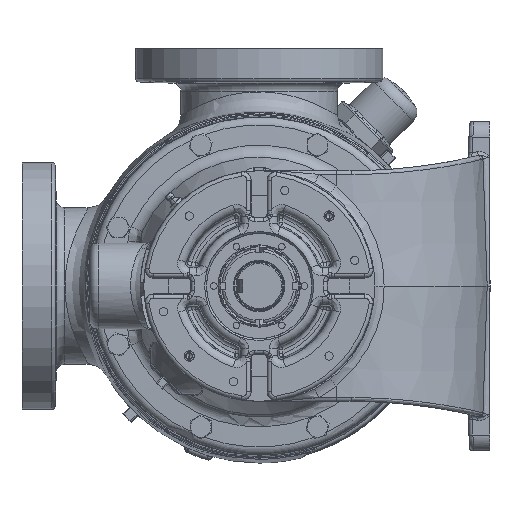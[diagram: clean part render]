
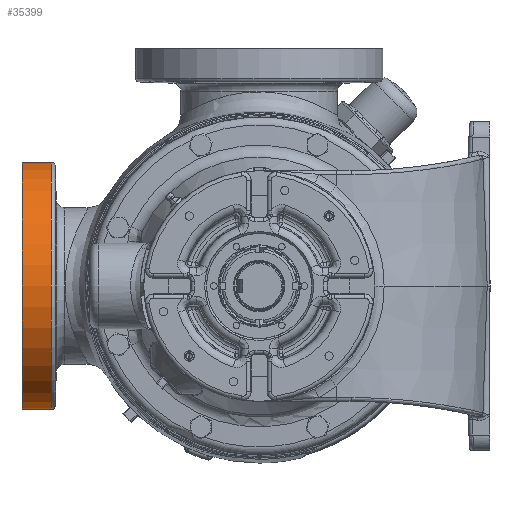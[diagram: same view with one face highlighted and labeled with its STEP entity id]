
A CAD part, left-side view. The second image highlights one B-rep face of the part: STEP entity #35399.
In plain terms, the highlighted cylindrical face has radius 95.25 mm (diameter 190.5 mm), a partial arc.
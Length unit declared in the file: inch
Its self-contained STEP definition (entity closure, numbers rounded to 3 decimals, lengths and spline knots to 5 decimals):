
#7389 = VERTEX_POINT ( 'NONE', #53126 ) ;
#11935 = VERTEX_POINT ( 'NONE', #150856 ) ;
#12386 = VERTEX_POINT ( 'NONE', #36288 ) ;
#12794 = CIRCLE ( 'NONE', #164746, 3.75 ) ;
#17286 = VECTOR ( 'NONE', #101500, 39.37008 ) ;
#26371 = EDGE_CURVE ( 'NONE', #11935, #144591, #188323, .T. ) ;
#28852 = ORIENTED_EDGE ( 'NONE', *, *, #61423, .F. ) ;
#35399 = ADVANCED_FACE ( 'Defeatured_0_1947', ( #84382 ), #124240, .T. ) ;
#36288 = CARTESIAN_POINT ( 'NONE',  ( 4.515, 7.19, 3.75 ) ) ;
#38418 = DIRECTION ( 'NONE',  ( 0., 1., 0. ) ) ;
#42220 = EDGE_CURVE ( 'NONE', #7389, #12386, #177997, .T. ) ;
#53126 = CARTESIAN_POINT ( 'NONE',  ( 4.515, 6.30588, 3.75 ) ) ;
#55911 = DIRECTION ( 'NONE',  ( 0., 0., -1. ) ) ;
#60314 = DIRECTION ( 'NONE',  ( 0., 1., 0. ) ) ;
#61423 = EDGE_CURVE ( 'Defeatured_0_1948+Defeatured_0_1947+Defeatured_0_1947+Defeatured_0_1947', #144591, #12386, #88068, .T. ) ;
#65902 = EDGE_CURVE ( 'Defeatured_0_1947+Defeatured_0_1952+Defeatured_0_1952+Defeatured_0_1952', #11935, #7389, #12794, .T. ) ;
#75709 = ORIENTED_EDGE ( 'NONE', *, *, #42220, .T. ) ;
#84382 = FACE_OUTER_BOUND ( 'NONE', #175343, .T. ) ;
#88068 = CIRCLE ( 'NONE', #178008, 3.75 ) ;
#89788 = DIRECTION ( 'NONE',  ( 0., 0., -1. ) ) ;
#100251 = DIRECTION ( 'NONE',  ( 0., 1., 0. ) ) ;
#101500 = DIRECTION ( 'NONE',  ( 0., 1., 0. ) ) ;
#102078 = CARTESIAN_POINT ( 'NONE',  ( 4.515, 6.30588, 0. ) ) ;
#114008 = DIRECTION ( 'NONE',  ( 0., 0., 1. ) ) ;
#121688 = VECTOR ( 'NONE', #100251, 39.37008 ) ;
#124240 = CYLINDRICAL_SURFACE ( 'NONE', #155727, 3.75 ) ;
#128872 = DIRECTION ( 'NONE',  ( 0., 1., 0. ) ) ;
#142317 = CARTESIAN_POINT ( 'NONE',  ( 4.515, 7.19, 0. ) ) ;
#143071 = CARTESIAN_POINT ( 'NONE',  ( 4.515, 7.44095, 3.75 ) ) ;
#144591 = VERTEX_POINT ( 'NONE', #162223 ) ;
#146241 = CARTESIAN_POINT ( 'NONE',  ( 4.515, 7.44095, -3.75 ) ) ;
#150856 = CARTESIAN_POINT ( 'NONE',  ( 4.515, 6.30588, -3.75 ) ) ;
#155727 = AXIS2_PLACEMENT_3D ( 'NONE', #184597, #38418, #114008 ) ;
#162223 = CARTESIAN_POINT ( 'NONE',  ( 4.515, 7.19, -3.75 ) ) ;
#164746 = AXIS2_PLACEMENT_3D ( 'NONE', #102078, #60314, #89788 ) ;
#169156 = ORIENTED_EDGE ( 'NONE', *, *, #26371, .F. ) ;
#171783 = ORIENTED_EDGE ( 'NONE', *, *, #65902, .T. ) ;
#175343 = EDGE_LOOP ( 'NONE', ( #169156, #171783, #75709, #28852 ) ) ;
#177997 = LINE ( 'NONE', #143071, #17286 ) ;
#178008 = AXIS2_PLACEMENT_3D ( 'NONE', #142317, #128872, #55911 ) ;
#184597 = CARTESIAN_POINT ( 'NONE',  ( 4.515, 7.44095, 0. ) ) ;
#188323 = LINE ( 'NONE', #146241, #121688 ) ;
